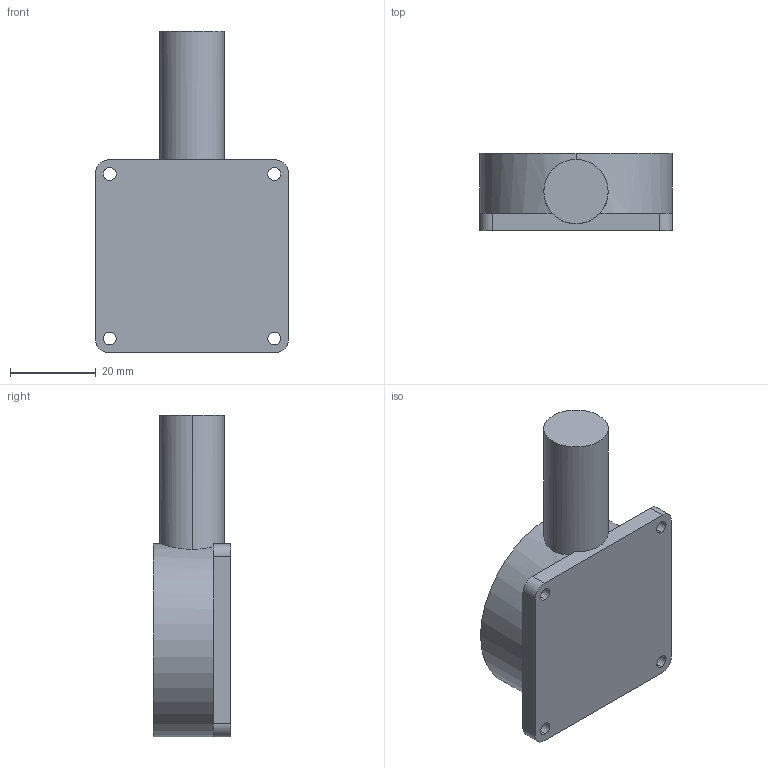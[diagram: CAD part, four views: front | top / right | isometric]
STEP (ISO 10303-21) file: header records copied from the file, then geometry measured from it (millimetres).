
FILE_DESCRIPTION (( 'STEP AP203' ), '1' );
FILE_NAME ('邲蹟痀.STEP', '2023-12-06T03:17:36', ( '' ), ( '' ), 'SwSTEP 2.0', 'SolidWorks 2023', '' );
FILE_SCHEMA (( 'CONFIG_CONTROL_DESIGN' ));
Length unit declared in the file: millimetre
Products named in the file (1): 陀螺仪
Bounding box: 45 x 18 x 75 mm (x, y, z)
Volume: 35576.7 mm3; surface area: 8242.9 mm2
Topology: 1 solids, 1 shells, 27 faces, 71 edges, 46 vertices
Faces by surface type: cylinder 16, plane 11
Entity records: 1003 total; most frequent: CARTESIAN_POINT 217, DIRECTION 156, ORIENTED_EDGE 142, EDGE_CURVE 71, AXIS2_PLACEMENT_3D 61, VERTEX_POINT 46, EDGE_LOOP 35, VECTOR 34
